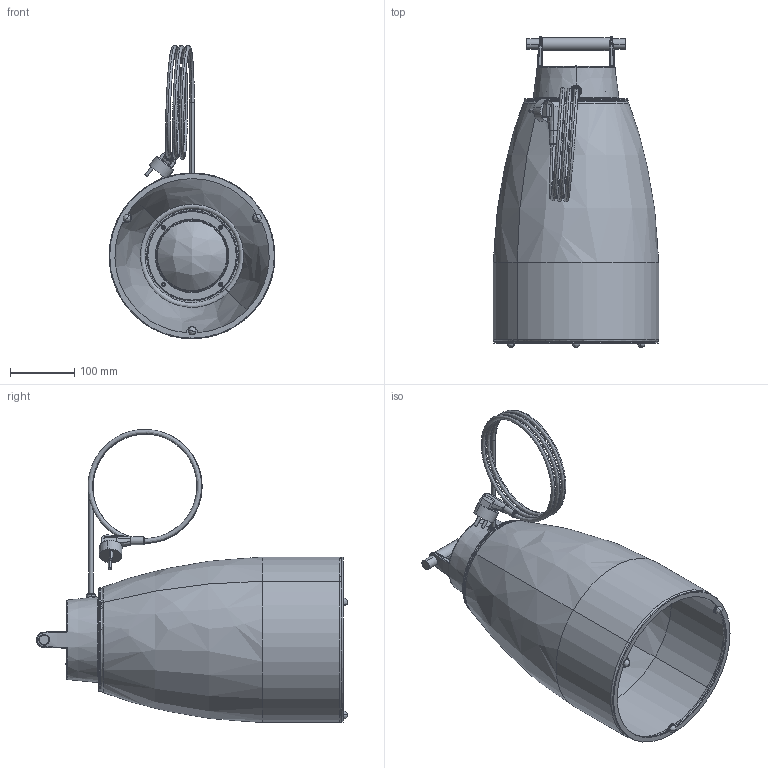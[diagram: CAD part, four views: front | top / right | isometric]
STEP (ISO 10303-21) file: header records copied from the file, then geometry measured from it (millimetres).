
FILE_DESCRIPTION (( 'STEP AP203' ), '1' );
FILE_NAME ('309113xxyyy NANS PORTABLE M-49.STEP', '2021-07-15T12:13:43', ( '' ), ( '' ), 'SwSTEP 2.0', 'SolidWorks 2019', '' );
FILE_SCHEMA (( 'CONFIG_CONTROL_DESIGN' ));
Length unit declared in the file: millimetre
Products named in the file (18): 000-309-063; 000-914-107; 000-D6798J-3.2A2; 000-309-077; 000-914-052; 309113xxyyy NANS PORTABLE M-49; 000-D965-38A2_ISO 7046-1 - M3 x 5 - Z --- 5N; 000-908-024; 000-309-088; 000-196-007N; 000-309-083; 000-309-086; 000-309-076; 000-SUB309-05; 000-309-084; 000-SUB309-03; 000-309-075; 000-309-082
Assembly tree (21 placements, depth 3):
  309113xxyyy NANS PORTABLE M-49
    000-SUB309-05
      000-309-077
      000-309-082
      000-196-007N
      000-309-083  x2
      000-309-075
      000-309-076
      000-309-088
      000-D965-38A2_ISO 7046-1 - M3 x 5 - Z --- 5N  x2
      000-914-107
      000-908-024
      000-914-052
    000-309-063
    000-SUB309-03
      000-309-084
      000-309-086  x3
      000-D6798J-3.2A2
Bounding box: 257.36 x 483.84 x 455.82 mm (x, y, z)
Volume: 1547276.8 mm3; surface area: 829151.2 mm2
Topology: 24 solids, 27 shells, 1028 faces, 2471 edges, 1514 vertices
Faces by surface type: bspline 328, plane 287, cylinder 282, cone 131
Entity records: 48267 total; most frequent: CARTESIAN_POINT 25930, ORIENTED_EDGE 4530, DIRECTION 3815, EDGE_CURVE 2271, AXIS2_PLACEMENT_3D 1517, VERTEX_POINT 1420, EDGE_LOOP 1081, FACE_OUTER_BOUND 952
